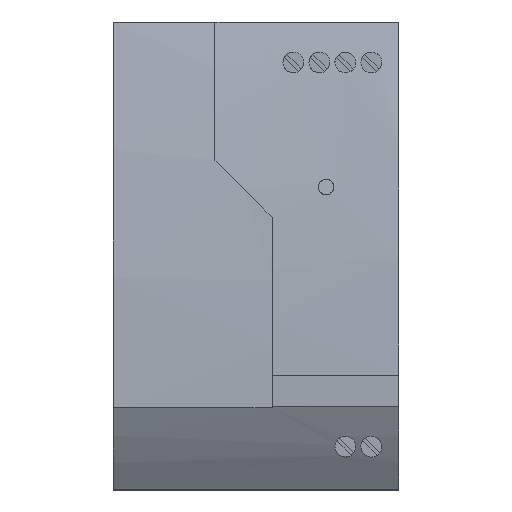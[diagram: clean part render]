
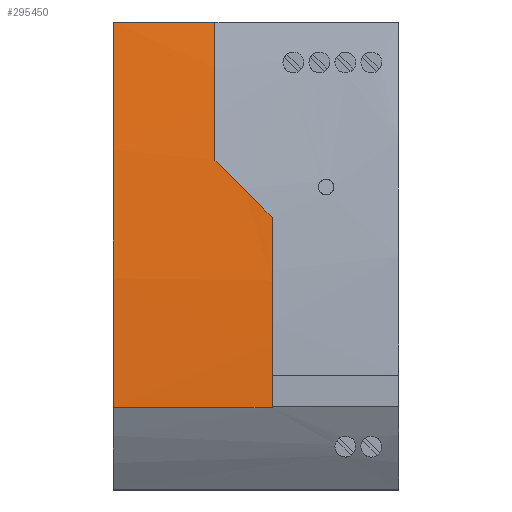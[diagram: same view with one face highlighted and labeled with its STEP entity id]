
A CAD part, top view. The second image highlights one B-rep face of the part: STEP entity #295450.
In plain terms, the highlighted cylindrical face has radius 349.75 mm (diameter 699.5 mm), a partial arc.
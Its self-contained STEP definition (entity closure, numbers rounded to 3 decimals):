
#6630=CARTESIAN_POINT('',(-29.346,89.784,-54.));
#6640=VERTEX_POINT('',#6630);
#7150=CARTESIAN_POINT('',(44.998,80.772,-54.));
#7160=VERTEX_POINT('',#7150);
#7190=CARTESIAN_POINT('',(-34.017,-259.935,-54.));
#7200=DIRECTION('',(0.,0.,-1.));
#7210=DIRECTION('',(0.15,0.989,0.));
#7220=AXIS2_PLACEMENT_3D('',#7190,#7200,#7210);
#7230=CIRCLE('',#7220,349.75);
#7240=EDGE_CURVE('',#6640,#7160,#7230,.T.);
#260770=CARTESIAN_POINT('',(44.998,80.772,-34.4));
#260780=VERTEX_POINT('',#260770);
#260810=CARTESIAN_POINT('',(44.998,80.772,-34.4));
#260820=DIRECTION('',(0.,0.,-1.));
#260830=VECTOR('',#260820,1.);
#260840=LINE('',#260810,#260830);
#260850=EDGE_CURVE('',#260780,#7160,#260840,.T.);
#266260=CARTESIAN_POINT('',(-29.346,89.784,1.));
#266270=DIRECTION('',(0.,0.,1.));
#266280=VECTOR('',#266270,1.);
#266290=LINE('',#266260,#266280);
#266300=CARTESIAN_POINT('',(-29.346,89.784,-23.4));
#266310=VERTEX_POINT('',#266300);
#266320=EDGE_CURVE('',#6640,#266310,#266290,.T.);
#294700=CARTESIAN_POINT('',(7.398,87.354,-23.4));
#294710=VERTEX_POINT('',#294700);
#294770=CARTESIAN_POINT('',(-34.017,-259.935,-23.4));
#294780=DIRECTION('',(0.,0.,-1.));
#294790=DIRECTION('',(0.15,0.989,0.));
#294800=AXIS2_PLACEMENT_3D('',#294770,#294780,#294790);
#294810=CIRCLE('',#294800,349.75);
#294820=EDGE_CURVE('',#266310,#294710,#294810,.T.);
#295040=CARTESIAN_POINT('',(18.398,85.865,-34.4));
#295050=VERTEX_POINT('',#295040);
#295080=CARTESIAN_POINT('',(-34.017,-259.935,-34.4));
#295090=DIRECTION('',(0.,0.,-1.));
#295100=DIRECTION('',(0.15,0.989,0.));
#295110=AXIS2_PLACEMENT_3D('',#295080,#295090,#295100);
#295120=CIRCLE('',#295110,349.75);
#295130=EDGE_CURVE('',#295050,#260780,#295120,.T.);
#295260=CARTESIAN_POINT('',(-34.017,-259.935,-34.4));
#295270=DIRECTION('',(0.,0.,-1.));
#295280=DIRECTION('',(0.15,0.989,0.));
#295290=AXIS2_PLACEMENT_3D('',#295260,#295270,#295280);
#295300=CYLINDRICAL_SURFACE('',#295290,349.75);
#295310=ORIENTED_EDGE('',*,*,#295130,.T.);
#295320=CARTESIAN_POINT('',(-34.017,-259.935,
18.016));
#295330=DIRECTION('',(0.707,0.,0.707));
#295340=DIRECTION('',(0.707,0.,
-0.707));
#295350=AXIS2_PLACEMENT_3D('',#295320,#295330,#295340);
#295360=ELLIPSE('',#295350,494.621,349.75);
#295370=EDGE_CURVE('',#295050,#294710,#295360,.T.);
#295380=ORIENTED_EDGE('',*,*,#295370,.F.);
#295390=ORIENTED_EDGE('',*,*,#294820,.T.);
#295400=ORIENTED_EDGE('',*,*,#266320,.T.);
#295410=ORIENTED_EDGE('',*,*,#7240,.F.);
#295420=ORIENTED_EDGE('',*,*,#260850,.T.);
#295430=EDGE_LOOP('',(#295420,#295410,#295400,#295390,#295380,#295310));
#295440=FACE_OUTER_BOUND('',#295430,.T.);
#295450=ADVANCED_FACE('',(#295440),#295300,.T.);
